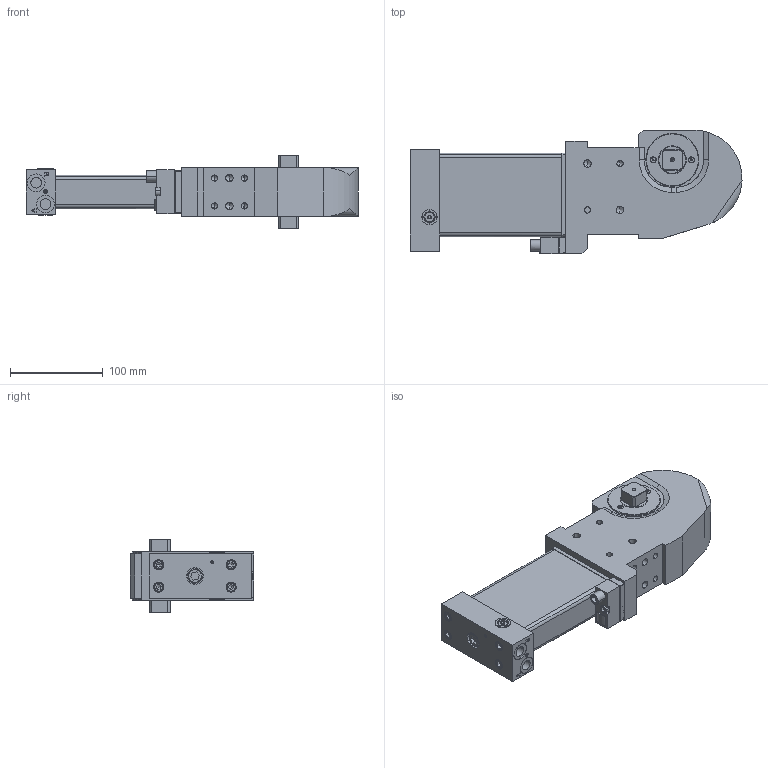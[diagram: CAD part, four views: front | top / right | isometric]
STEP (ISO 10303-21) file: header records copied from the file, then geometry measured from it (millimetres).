
FILE_DESCRIPTION(('CATIA V5 STEP Exchange'),'2;1');
FILE_NAME('UP_63_H_A00_T24_2_1290699_TUENKERS.stp','2020-05-20T11:06:55+00:00',('none'),('none'),'CATIA Version 5 Release 19 SP 9 (IN-10)','CATIA V5 STEP AP214','none');
FILE_SCHEMA(('AUTOMOTIVE_DESIGN { 1 0 10303 214 1 1 1 1 }'));
Length unit declared in the file: millimetre
Products named in the file (1): UP_63_H_A00_T24_2_1290699_TUENKERS
Bounding box: 357.64 x 133.2 x 79 mm (x, y, z)
Volume: 1605497.3 mm3; surface area: 136927.5 mm2
Topology: 1 solids, 20 shells, 826 faces, 2054 edges, 1274 vertices
Faces by surface type: plane 323, cylinder 272, cone 157, torus 30, sphere 24, bspline 20
Entity records: 32624 total; most frequent: CARTESIAN_POINT 8724, ORIENTED_EDGE 3944, DIRECTION 3079, EDGE_CURVE 1972, AXIS2_PLACEMENT_3D 1321, VERTEX_POINT 1274, VECTOR 995, LINE 995
